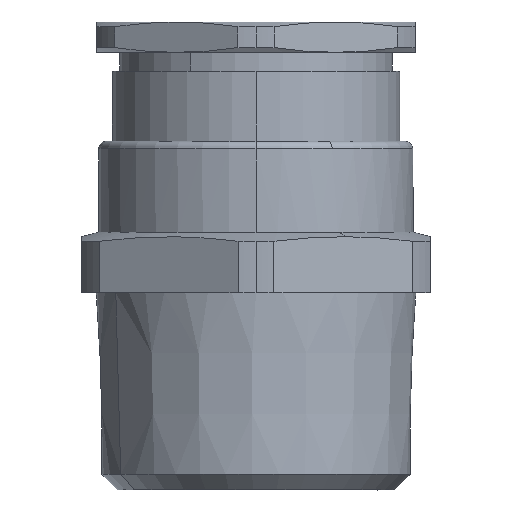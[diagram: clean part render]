
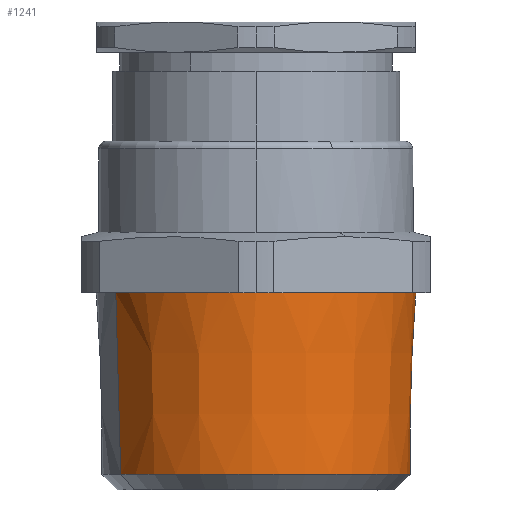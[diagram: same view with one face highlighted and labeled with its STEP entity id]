
A CAD part, front view. The second image highlights one B-rep face of the part: STEP entity #1241.
In plain terms, the highlighted conical face has half-angle 1.78 degrees and reference radius 20.272 mm.
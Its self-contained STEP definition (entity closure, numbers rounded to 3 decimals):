
#1138=AXIS2_PLACEMENT_3D('Circle Axis2P3D',#1136,#1137,$) ;
#1220=AXIS2_PLACEMENT_3D('Cone Axis2P3D',#1217,#1218,#1219) ;
#1224=AXIS2_PLACEMENT_3D('Circle Axis2P3D',#1222,#1223,$) ;
#1231=AXIS2_PLACEMENT_3D('Circle Axis2P3D',#1229,#1230,$) ;
#1092=CARTESIAN_POINT('Vertex',(5.153,15.55,2.064)) ;
#1116=CARTESIAN_POINT('Vertex',(40.847,35.05,2.064)) ;
#1136=CARTESIAN_POINT('Axis2P3D Location',(23.,25.3,2.064)) ;
#1182=CARTESIAN_POINT('Line Origine',(-13615.57,-7425.485,499432.573)) ;
#1186=CARTESIAN_POINT('Vertex',(4.501,15.194,26.)) ;
#1200=CARTESIAN_POINT('Vertex',(41.499,35.406,26.)) ;
#1203=CARTESIAN_POINT('Line Origine',(13661.57,7476.085,499432.573)) ;
#1217=CARTESIAN_POINT('Axis2P3D Location',(23.,25.3,0.)) ;
#1222=CARTESIAN_POINT('Axis2P3D Location',(23.,25.3,26.)) ;
#1226=CARTESIAN_POINT('Vertex',(23.,4.22,26.)) ;
#1229=CARTESIAN_POINT('Axis2P3D Location',(23.,25.3,26.)) ;
#1137=DIRECTION('Axis2P3D Direction',(0.,0.,1.)) ;
#1183=DIRECTION('Vector Direction',(-0.027,-0.015,1.)) ;
#1204=DIRECTION('Vector Direction',(0.027,0.015,1.)) ;
#1218=DIRECTION('Axis2P3D Direction',(0.,0.,1.)) ;
#1219=DIRECTION('Axis2P3D XDirection',(-0.878,-0.479,0.)) ;
#1223=DIRECTION('Axis2P3D Direction',(0.,0.,1.)) ;
#1230=DIRECTION('Axis2P3D Direction',(0.,0.,1.)) ;
#1184=VECTOR('Line Direction',#1183,1.) ;
#1205=VECTOR('Line Direction',#1204,1.) ;
#1235=ORIENTED_EDGE('',*,*,#1207,.T.) ;
#1236=ORIENTED_EDGE('',*,*,#1228,.T.) ;
#1237=ORIENTED_EDGE('',*,*,#1233,.T.) ;
#1238=ORIENTED_EDGE('',*,*,#1188,.F.) ;
#1239=ORIENTED_EDGE('',*,*,#1140,.T.) ;
#1241=ADVANCED_FACE('Part4.1\\Koerper.2',(#1240),#1221,.T.) ;
#1139=CIRCLE('generated circle',#1138,20.336) ;
#1225=CIRCLE('generated circle',#1224,21.08) ;
#1232=CIRCLE('generated circle',#1231,21.08) ;
#1221=CONICAL_SURFACE('Cone',#1220,20.272,0.031) ;
#1140=EDGE_CURVE('',#1093,#1117,#1139,.T.) ;
#1188=EDGE_CURVE('',#1093,#1187,#1185,.T.) ;
#1207=EDGE_CURVE('',#1117,#1201,#1206,.T.) ;
#1228=EDGE_CURVE('',#1201,#1227,#1225,.F.) ;
#1233=EDGE_CURVE('',#1227,#1187,#1232,.F.) ;
#1234=EDGE_LOOP('',(#1235,#1236,#1237,#1238,#1239)) ;
#1240=FACE_OUTER_BOUND('',#1234,.T.) ;
#1185=LINE('Line',#1182,#1184) ;
#1206=LINE('Line',#1203,#1205) ;
#1093=VERTEX_POINT('',#1092) ;
#1117=VERTEX_POINT('',#1116) ;
#1187=VERTEX_POINT('',#1186) ;
#1201=VERTEX_POINT('',#1200) ;
#1227=VERTEX_POINT('',#1226) ;
